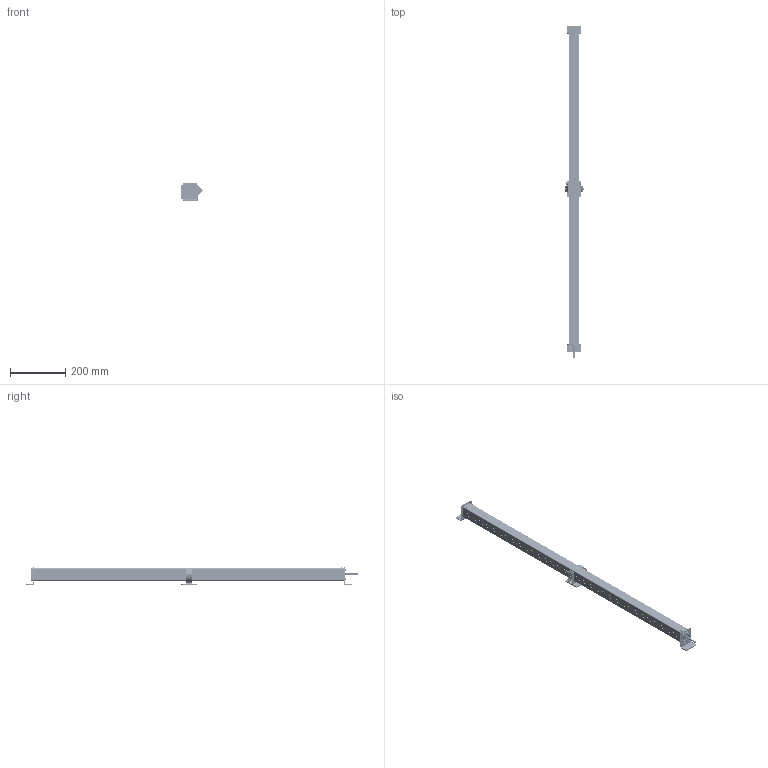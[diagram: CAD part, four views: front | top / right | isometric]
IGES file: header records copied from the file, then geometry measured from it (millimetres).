
Start section:  PTC IGES file: 139523.igs
Global section: file name: 139523.igs; native system: Creo Parametric by Parametric Technology Corporation; preprocessor: 2013230; author: pdmadmin; organization: Unknown; date: 20151202.093102; units: millimetre
Bounding box: 78.41 x 1200.54 x 64.38 mm (x, y, z)
Volume: 774194.1 mm3; surface area: 2461989.4 mm2
Topology: 39 solids, 52 shells, 7436 faces, 38103 edges, 47609 vertices
Faces by surface type: bspline 4640, revolution 2796
